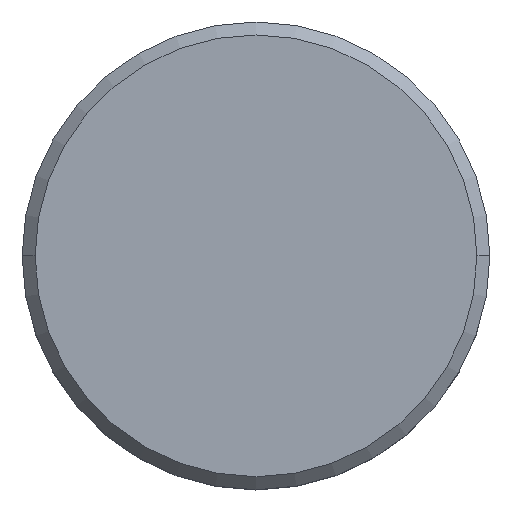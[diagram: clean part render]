
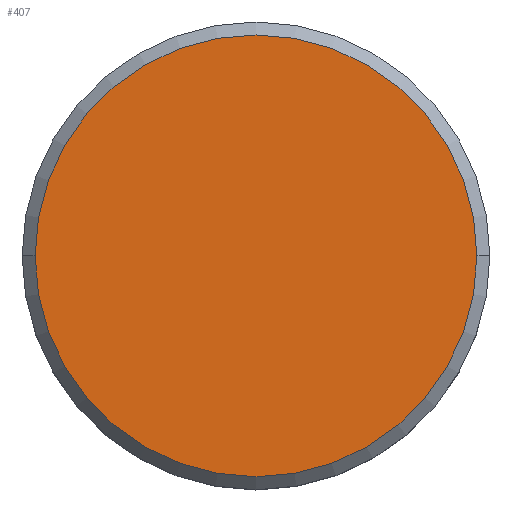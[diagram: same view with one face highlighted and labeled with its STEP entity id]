
A CAD part, top view. The second image highlights one B-rep face of the part: STEP entity #407.
In plain terms, the highlighted planar face has unit normal (0, 0, 1).
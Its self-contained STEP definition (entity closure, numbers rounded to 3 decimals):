
#22 = DIRECTION ( 'NONE',  ( 1., 0., 0. ) ) ;
#65 = PLANE ( 'NONE',  #498 ) ;
#110 = CIRCLE ( 'NONE', #612, 8.5 ) ;
#225 = EDGE_CURVE ( 'NONE', #480, #998, #835, .T. ) ;
#240 = CARTESIAN_POINT ( 'NONE',  ( 0., 0., 0. ) ) ;
#286 = CARTESIAN_POINT ( 'NONE',  ( 8.5, 0., 0. ) ) ;
#326 = EDGE_LOOP ( 'NONE', ( #550, #350 ) ) ;
#350 = ORIENTED_EDGE ( 'NONE', *, *, #373, .T. ) ;
#373 = EDGE_CURVE ( 'NONE', #998, #480, #110, .T. ) ;
#402 = DIRECTION ( 'NONE',  ( 1., 0., 0. ) ) ;
#407 = ADVANCED_FACE ( 'NONE', ( #482 ), #65, .T. ) ;
#415 = CARTESIAN_POINT ( 'NONE',  ( 0., 0., 0. ) ) ;
#466 = DIRECTION ( 'NONE',  ( 0., 0., 1. ) ) ;
#480 = VERTEX_POINT ( 'NONE', #796 ) ;
#482 = FACE_OUTER_BOUND ( 'NONE', #326, .T. ) ;
#494 = AXIS2_PLACEMENT_3D ( 'NONE', #1004, #466, #22 ) ;
#498 = AXIS2_PLACEMENT_3D ( 'NONE', #415, #598, #583 ) ;
#550 = ORIENTED_EDGE ( 'NONE', *, *, #225, .T. ) ;
#583 = DIRECTION ( 'NONE',  ( 1., 0., 0. ) ) ;
#593 = DIRECTION ( 'NONE',  ( 0., 0., 1. ) ) ;
#598 = DIRECTION ( 'NONE',  ( 0., 0., 1. ) ) ;
#612 = AXIS2_PLACEMENT_3D ( 'NONE', #240, #593, #402 ) ;
#796 = CARTESIAN_POINT ( 'NONE',  ( -8.5, 0., 0. ) ) ;
#835 = CIRCLE ( 'NONE', #494, 8.5 ) ;
#998 = VERTEX_POINT ( 'NONE', #286 ) ;
#1004 = CARTESIAN_POINT ( 'NONE',  ( 0., 0., 0. ) ) ;
